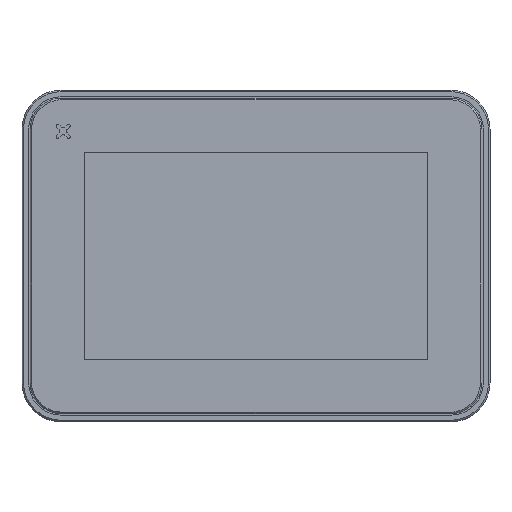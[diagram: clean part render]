
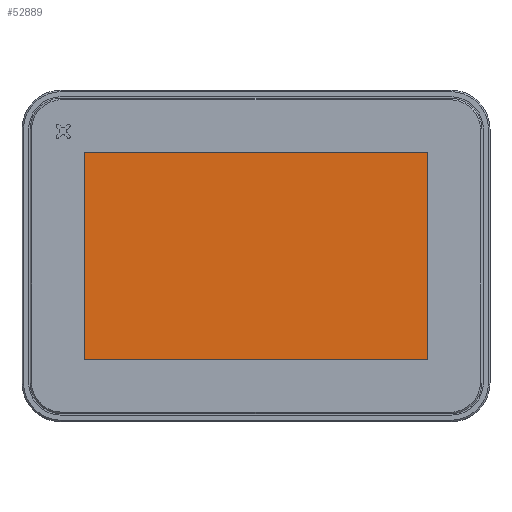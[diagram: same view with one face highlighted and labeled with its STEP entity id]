
A CAD part, top view. The second image highlights one B-rep face of the part: STEP entity #52889.
In plain terms, the highlighted planar face has unit normal (0, 0, 1).
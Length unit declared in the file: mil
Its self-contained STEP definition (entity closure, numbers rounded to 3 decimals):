
#209 = CARTESIAN_POINT ( 'NONE',  ( 2141.732, -1291.339, 1750.364 ) ) ;
#1076 = DIRECTION ( 'NONE',  ( 0., 0., 1. ) ) ;
#5003 = CARTESIAN_POINT ( 'NONE',  ( -2141.732, -1291.339, 1750.364 ) ) ;
#5794 = PLANE ( 'NONE',  #52195 ) ;
#6217 = FACE_OUTER_BOUND ( 'NONE', #7752, .T. ) ;
#7752 = EDGE_LOOP ( 'NONE', ( #24470, #52763, #56272, #58090 ) ) ;
#11318 = VERTEX_POINT ( 'NONE', #209 ) ;
#13606 = VERTEX_POINT ( 'NONE', #44012 ) ;
#13685 = DIRECTION ( 'NONE',  ( 0., 1., 0. ) ) ;
#13993 = VECTOR ( 'NONE', #15934, 39370.079 ) ;
#15934 = DIRECTION ( 'NONE',  ( -1., 0., 0. ) ) ;
#16051 = LINE ( 'NONE', #22003, #64824 ) ;
#16775 = LINE ( 'NONE', #50786, #55413 ) ;
#21177 = DIRECTION ( 'NONE',  ( 1., 0., 0. ) ) ;
#21666 = CARTESIAN_POINT ( 'NONE',  ( 2141.732, 1291.339, 1750.364 ) ) ;
#22003 = CARTESIAN_POINT ( 'NONE',  ( 2141.732, -1291.339, 1750.364 ) ) ;
#24470 = ORIENTED_EDGE ( 'NONE', *, *, #58102, .T. ) ;
#26597 = CARTESIAN_POINT ( 'NONE',  ( 0., 0., 1750.364 ) ) ;
#32871 = EDGE_CURVE ( 'NONE', #11318, #38782, #57970, .T. ) ;
#34652 = LINE ( 'NONE', #74650, #13993 ) ;
#37598 = DIRECTION ( 'NONE',  ( 0., -1., 0. ) ) ;
#37991 = EDGE_CURVE ( 'NONE', #38782, #13606, #34652, .T. ) ;
#38782 = VERTEX_POINT ( 'NONE', #21666 ) ;
#44012 = CARTESIAN_POINT ( 'NONE',  ( -2141.732, 1291.339, 1750.364 ) ) ;
#46006 = CARTESIAN_POINT ( 'NONE',  ( 2141.732, -1291.339, 1750.364 ) ) ;
#50786 = CARTESIAN_POINT ( 'NONE',  ( -2141.732, -1291.339, 1750.364 ) ) ;
#51307 = DIRECTION ( 'NONE',  ( 1., 0., 0. ) ) ;
#52195 = AXIS2_PLACEMENT_3D ( 'NONE', #26597, #1076, #51307 ) ;
#52763 = ORIENTED_EDGE ( 'NONE', *, *, #68093, .T. ) ;
#52889 = ADVANCED_FACE ( 'NONE', ( #6217 ), #5794, .T. ) ;
#55413 = VECTOR ( 'NONE', #37598, 39370.079 ) ;
#56272 = ORIENTED_EDGE ( 'NONE', *, *, #32871, .T. ) ;
#57970 = LINE ( 'NONE', #46006, #82197 ) ;
#58090 = ORIENTED_EDGE ( 'NONE', *, *, #37991, .T. ) ;
#58102 = EDGE_CURVE ( 'NONE', #13606, #61188, #16775, .T. ) ;
#61188 = VERTEX_POINT ( 'NONE', #5003 ) ;
#64824 = VECTOR ( 'NONE', #21177, 39370.079 ) ;
#68093 = EDGE_CURVE ( 'NONE', #61188, #11318, #16051, .T. ) ;
#74650 = CARTESIAN_POINT ( 'NONE',  ( 2141.732, 1291.339, 1750.364 ) ) ;
#82197 = VECTOR ( 'NONE', #13685, 39370.079 ) ;
